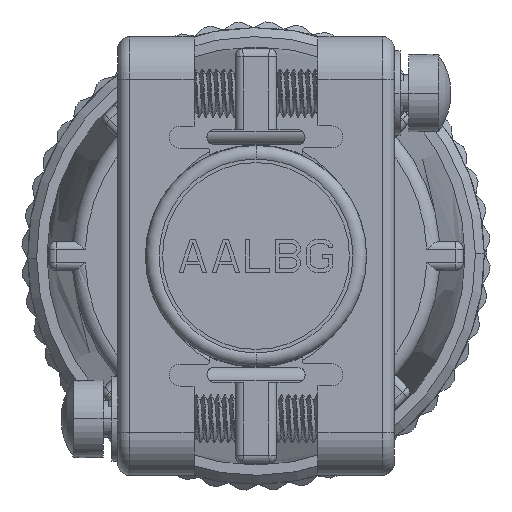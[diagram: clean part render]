
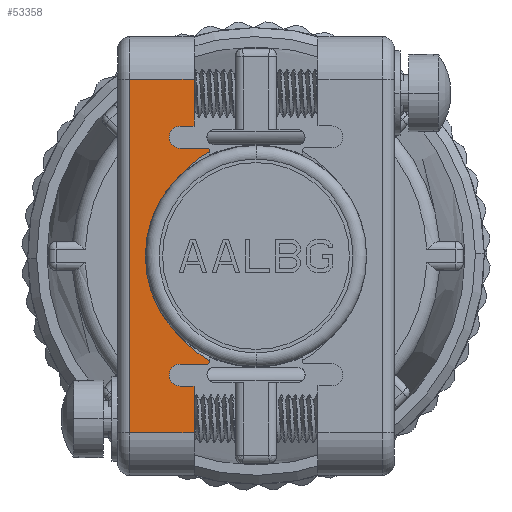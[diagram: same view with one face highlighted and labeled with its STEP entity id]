
A CAD part, front view. The second image highlights one B-rep face of the part: STEP entity #53358.
In plain terms, the highlighted planar face has unit normal (0, -1, 0).
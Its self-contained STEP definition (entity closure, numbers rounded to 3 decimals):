
#10687=CARTESIAN_POINT('',(0.,-36.719,0.));
#10688=DIRECTION('',(0.,-1.,0.));
#10689=DIRECTION('',(-0.697,0.,0.717));
#10690=AXIS2_PLACEMENT_3D('',#10687,#10688,#10689);
#10692=DIRECTION('',(0.,0.,-1.));
#10693=VECTOR('',#10692,0.087);
#10694=CARTESIAN_POINT('',(-3.945,-36.719,-8.913));
#10695=LINE('2594',#10694,#10693);
#10696=DIRECTION('',(-1.,0.,0.));
#10697=VECTOR('',#10696,2.3);
#10698=CARTESIAN_POINT('',(-4.125,-36.719,-9.18));
#10699=LINE('2595',#10698,#10697);
#10700=CARTESIAN_POINT('',(-6.425,-36.719,-10.12));
#10701=DIRECTION('',(0.,-1.,0.));
#10702=DIRECTION('',(0.,0.,1.));
#10703=AXIS2_PLACEMENT_3D('',#10700,#10701,#10702);
#10705=DIRECTION('',(1.,0.,0.));
#10706=VECTOR('',#10705,1.16);
#10707=CARTESIAN_POINT('',(-6.425,-36.719,-11.06));
#10708=LINE('2565',#10707,#10706);
#10709=DIRECTION('',(0.,0.,-1.));
#10710=VECTOR('',#10709,3.97);
#10711=CARTESIAN_POINT('',(-5.265,-36.719,-11.06));
#10712=LINE('2579',#10711,#10710);
#10713=DIRECTION('',(1.,0.,0.));
#10714=VECTOR('',#10713,5.46);
#10715=CARTESIAN_POINT('',(-10.725,-36.719,-15.03));
#10716=LINE('2605',#10715,#10714);
#10717=DIRECTION('',(1.,0.,0.));
#10718=VECTOR('',#10717,5.46);
#10719=CARTESIAN_POINT('',(-10.725,-36.719,15.01));
#10720=LINE('2606',#10719,#10718);
#10721=DIRECTION('',(0.,0.,-1.));
#10722=VECTOR('',#10721,3.97);
#10723=CARTESIAN_POINT('',(-5.265,-36.719,15.01));
#10724=LINE('2578',#10723,#10722);
#10725=DIRECTION('',(-1.,0.,0.));
#10726=VECTOR('',#10725,1.16);
#10727=CARTESIAN_POINT('',(-5.265,-36.719,11.04));
#10728=LINE('2562',#10727,#10726);
#10729=CARTESIAN_POINT('',(-6.425,-36.719,10.1));
#10730=DIRECTION('',(0.,-1.,0.));
#10731=DIRECTION('',(0.,0.,1.));
#10732=AXIS2_PLACEMENT_3D('',#10729,#10730,#10731);
#10734=DIRECTION('',(1.,0.,0.));
#10735=VECTOR('',#10734,2.3);
#10736=CARTESIAN_POINT('',(-6.425,-36.719,9.16));
#10737=LINE('2592',#10736,#10735);
#10738=DIRECTION('',(0.,0.,-1.));
#10739=VECTOR('',#10738,0.087);
#10740=CARTESIAN_POINT('',(-3.945,-36.719,8.98));
#10741=LINE('2593',#10740,#10739);
#10762=CARTESIAN_POINT('',(1.215,-36.719,-0.01));
#10763=DIRECTION('',(0.,1.,0.));
#10764=DIRECTION('',(-0.501,0.,-0.865));
#10765=AXIS2_PLACEMENT_3D('',#10762,#10763,#10764);
#10956=CARTESIAN_POINT('',(1.215,-36.719,-0.01));
#10957=DIRECTION('',(0.,1.,0.));
#10958=DIRECTION('',(-0.754,0.,0.656));
#10959=AXIS2_PLACEMENT_3D('',#10956,#10957,#10958);
#10961=CARTESIAN_POINT('',(-4.125,-36.719,8.98));
#10962=DIRECTION('',(0.,-1.,0.));
#10963=DIRECTION('',(1.,0.,0.));
#10964=AXIS2_PLACEMENT_3D('',#10961,#10962,#10963);
#11114=DIRECTION('',(0.,0.,-1.));
#11115=VECTOR('',#11114,30.04);
#11116=CARTESIAN_POINT('',(-10.725,-36.719,15.01));
#11117=LINE('2602',#11116,#11115);
#11170=CARTESIAN_POINT('',(-4.125,-36.719,-9.));
#11171=DIRECTION('',(0.,-1.,0.));
#11172=DIRECTION('',(0.,0.,-1.));
#11173=AXIS2_PLACEMENT_3D('',#11170,#11171,#11172);
#38923=CARTESIAN_POINT('',(-5.265,-36.719,11.04));
#38924=CARTESIAN_POINT('',(-6.425,-36.719,11.04));
#38925=VERTEX_POINT('',#38923);
#38926=VERTEX_POINT('',#38924);
#38927=CARTESIAN_POINT('',(-6.425,-36.719,9.16));
#38928=VERTEX_POINT('',#38927);
#38929=CARTESIAN_POINT('',(-6.425,-36.719,-9.18));
#38930=CARTESIAN_POINT('',(-6.425,-36.719,-11.06));
#38931=VERTEX_POINT('',#38929);
#38932=VERTEX_POINT('',#38930);
#38933=CARTESIAN_POINT('',(-5.265,-36.719,-11.06));
#38934=VERTEX_POINT('',#38933);
#38947=CARTESIAN_POINT('',(-5.265,-36.719,15.01));
#38949=VERTEX_POINT('',#38947);
#38952=CARTESIAN_POINT('',(-5.265,-36.719,-15.03));
#38954=VERTEX_POINT('',#38952);
#38963=CARTESIAN_POINT('',(-3.945,-36.719,8.98));
#38964=CARTESIAN_POINT('',(-4.125,-36.719,9.16));
#38965=VERTEX_POINT('',#38963);
#38966=VERTEX_POINT('',#38964);
#38971=CARTESIAN_POINT('',(-4.125,-36.719,-9.18));
#38972=CARTESIAN_POINT('',(-3.945,-36.719,-9.));
#38973=VERTEX_POINT('',#38971);
#38974=VERTEX_POINT('',#38972);
#38979=CARTESIAN_POINT('',(-3.945,-36.719,8.893));
#38980=VERTEX_POINT('',#38979);
#38981=CARTESIAN_POINT('',(-3.945,-36.719,-8.913));
#38982=VERTEX_POINT('',#38981);
#38988=CARTESIAN_POINT('',(-10.725,-36.719,15.01));
#38990=VERTEX_POINT('',#38988);
#38995=CARTESIAN_POINT('',(-10.725,-36.719,-15.03));
#38996=VERTEX_POINT('',#38995);
#39727=CARTESIAN_POINT('',(-6.549,-36.719,
6.744));
#39728=CARTESIAN_POINT('',(-6.659,-36.719,
-6.635));
#39729=VERTEX_POINT('',#39727);
#39730=VERTEX_POINT('',#39728);
#53316=CARTESIAN_POINT('',(-11.745,-36.719,-0.01));
#53317=DIRECTION('',(0.,1.,0.));
#53318=DIRECTION('',(0.,0.,1.));
#53319=AXIS2_PLACEMENT_3D('',#53316,#53317,#53318);
#53320=PLANE('655',#53319);
#53321=ORIENTED_EDGE('3440',*,*,#51180,.T.);
#53323=ORIENTED_EDGE('3485',*,*,#53322,.F.);
#53325=ORIENTED_EDGE('2594',*,*,#53324,.T.);
#53327=ORIENTED_EDGE('2588',*,*,#53326,.F.);
#53329=ORIENTED_EDGE('2595',*,*,#53328,.T.);
#53331=ORIENTED_EDGE('2564',*,*,#53330,.T.);
#53333=ORIENTED_EDGE('2565',*,*,#53332,.T.);
#53335=ORIENTED_EDGE('2579',*,*,#53334,.T.);
#53337=ORIENTED_EDGE('2605',*,*,#53336,.F.);
#53339=ORIENTED_EDGE('2602',*,*,#53338,.F.);
#53341=ORIENTED_EDGE('2606',*,*,#53340,.T.);
#53343=ORIENTED_EDGE('2578',*,*,#53342,.T.);
#53345=ORIENTED_EDGE('2562',*,*,#53344,.T.);
#53347=ORIENTED_EDGE('2563',*,*,#53346,.T.);
#53349=ORIENTED_EDGE('2592',*,*,#53348,.T.);
#53351=ORIENTED_EDGE('2584',*,*,#53350,.F.);
#53353=ORIENTED_EDGE('2593',*,*,#53352,.T.);
#53355=ORIENTED_EDGE('3486',*,*,#53354,.F.);
#53356=EDGE_LOOP('655',(#53321,#53323,#53325,#53327,#53329,#53331,#53333,#53335,
#53337,#53339,#53341,#53343,#53345,#53347,#53349,#53351,#53353,#53355));
#53357=FACE_OUTER_BOUND('655',#53356,.F.);
#10691=CIRCLE('3440',#10690,9.4);
#10704=CIRCLE('2564',#10703,0.94);
#10733=CIRCLE('2563',#10732,0.94);
#10766=CIRCLE('3485',#10765,10.29);
#10960=CIRCLE('3486',#10959,10.29);
#10965=CIRCLE('2584',#10964,0.18);
#11174=CIRCLE('2588',#11173,0.18);
#51180=EDGE_CURVE('3440',#39729,#39730,#10691,.T.);
#53322=EDGE_CURVE('3485',#38982,#39730,#10766,.T.);
#53324=EDGE_CURVE('2594',#38982,#38974,#10695,.T.);
#53326=EDGE_CURVE('2588',#38973,#38974,#11174,.T.);
#53328=EDGE_CURVE('2595',#38973,#38931,#10699,.T.);
#53330=EDGE_CURVE('2564',#38931,#38932,#10704,.T.);
#53332=EDGE_CURVE('2565',#38932,#38934,#10708,.T.);
#53334=EDGE_CURVE('2579',#38934,#38954,#10712,.T.);
#53336=EDGE_CURVE('2605',#38996,#38954,#10716,.T.);
#53338=EDGE_CURVE('2602',#38990,#38996,#11117,.T.);
#53340=EDGE_CURVE('2606',#38990,#38949,#10720,.T.);
#53342=EDGE_CURVE('2578',#38949,#38925,#10724,.T.);
#53344=EDGE_CURVE('2562',#38925,#38926,#10728,.T.);
#53346=EDGE_CURVE('2563',#38926,#38928,#10733,.T.);
#53348=EDGE_CURVE('2592',#38928,#38966,#10737,.T.);
#53350=EDGE_CURVE('2584',#38965,#38966,#10965,.T.);
#53352=EDGE_CURVE('2593',#38965,#38980,#10741,.T.);
#53354=EDGE_CURVE('3486',#39729,#38980,#10960,.T.);
#53358=ADVANCED_FACE('655',(#53357),#53320,.F.);
